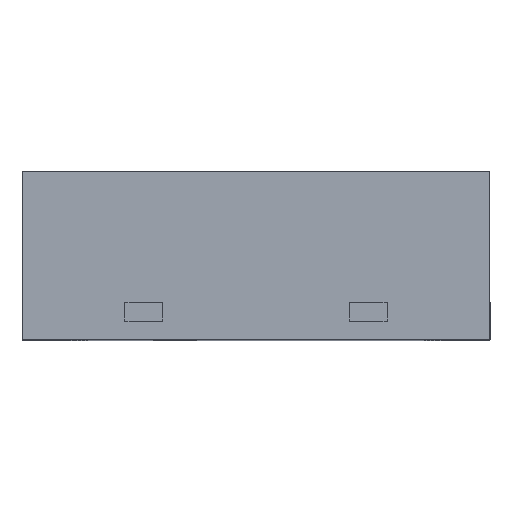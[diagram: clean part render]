
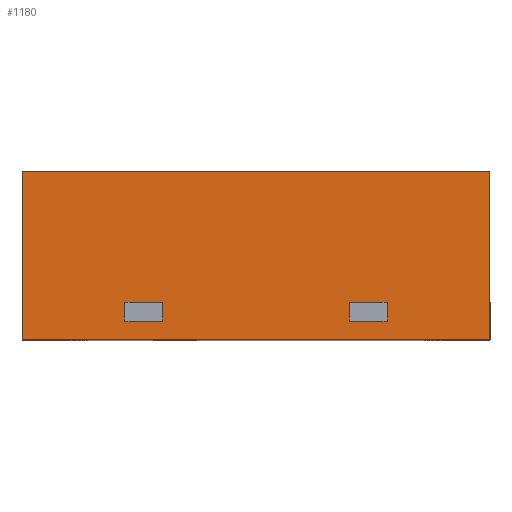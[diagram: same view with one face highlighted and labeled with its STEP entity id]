
A CAD part, top view. The second image highlights one B-rep face of the part: STEP entity #1180.
In plain terms, the highlighted planar face has unit normal (0, 0, 1).
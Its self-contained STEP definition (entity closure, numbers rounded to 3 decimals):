
#50 = EDGE_CURVE ( 'NONE', #2386, #1043, #3602, .T. ) ;
#160 = VECTOR ( 'NONE', #2560, 1000. ) ;
#209 = VERTEX_POINT ( 'NONE', #5096 ) ;
#217 = VERTEX_POINT ( 'NONE', #1626 ) ;
#249 = VECTOR ( 'NONE', #3797, 1000. ) ;
#289 = CARTESIAN_POINT ( 'NONE',  ( -1.25, 0., 1.25 ) ) ;
#357 = ORIENTED_EDGE ( 'NONE', *, *, #1946, .F. ) ;
#396 = ORIENTED_EDGE ( 'NONE', *, *, #2426, .F. ) ;
#486 = CARTESIAN_POINT ( 'NONE',  ( 0.5, 0.2, 1.25 ) ) ;
#510 = PLANE ( 'NONE',  #1615 ) ;
#610 = ORIENTED_EDGE ( 'NONE', *, *, #842, .T. ) ;
#617 = DIRECTION ( 'NONE',  ( 1., 0., 0. ) ) ;
#637 = VERTEX_POINT ( 'NONE', #2981 ) ;
#642 = DIRECTION ( 'NONE',  ( 1., 0., 0. ) ) ;
#654 = LINE ( 'NONE', #289, #2844 ) ;
#842 = EDGE_CURVE ( 'NONE', #637, #5493, #2021, .T. ) ;
#920 = LINE ( 'NONE', #5314, #4212 ) ;
#948 = FACE_BOUND ( 'NONE', #2309, .T. ) ;
#958 = ORIENTED_EDGE ( 'NONE', *, *, #50, .F. ) ;
#1007 = DIRECTION ( 'NONE',  ( -1., 0., 0. ) ) ;
#1043 = VERTEX_POINT ( 'NONE', #486 ) ;
#1057 = VERTEX_POINT ( 'NONE', #3114 ) ;
#1071 = DIRECTION ( 'NONE',  ( -1., 0., 0. ) ) ;
#1131 = CARTESIAN_POINT ( 'NONE',  ( 1.25, 0.2, 1.25 ) ) ;
#1173 = VECTOR ( 'NONE', #1454, 1000. ) ;
#1180 = ADVANCED_FACE ( 'NONE', ( #3110, #948, #4494 ), #510, .F. ) ;
#1200 = LINE ( 'NONE', #5550, #2634 ) ;
#1278 = VERTEX_POINT ( 'NONE', #5623 ) ;
#1440 = CARTESIAN_POINT ( 'NONE',  ( -1.25, 0.2, 1.25 ) ) ;
#1454 = DIRECTION ( 'NONE',  ( -1., 0., 0. ) ) ;
#1483 = DIRECTION ( 'NONE',  ( 0., -1., 0. ) ) ;
#1607 = VECTOR ( 'NONE', #3708, 1000. ) ;
#1615 = AXIS2_PLACEMENT_3D ( 'NONE', #1440, #3210, #1007 ) ;
#1626 = CARTESIAN_POINT ( 'NONE',  ( -0.7, 0.1, 1.25 ) ) ;
#1642 = LINE ( 'NONE', #2456, #2012 ) ;
#1764 = CARTESIAN_POINT ( 'NONE',  ( 0.5, 0.1, 1.25 ) ) ;
#1946 = EDGE_CURVE ( 'NONE', #1278, #4658, #5588, .T. ) ;
#1956 = ORIENTED_EDGE ( 'NONE', *, *, #4147, .F. ) ;
#2012 = VECTOR ( 'NONE', #642, 1000. ) ;
#2021 = LINE ( 'NONE', #4150, #1607 ) ;
#2102 = VECTOR ( 'NONE', #617, 1000. ) ;
#2133 = CARTESIAN_POINT ( 'NONE',  ( -0.5, 0.2, 1.25 ) ) ;
#2162 = VERTEX_POINT ( 'NONE', #1764 ) ;
#2203 = DIRECTION ( 'NONE',  ( 0., -1., 0. ) ) ;
#2250 = EDGE_CURVE ( 'NONE', #217, #1057, #3587, .T. ) ;
#2309 = EDGE_LOOP ( 'NONE', ( #958, #4663, #1956, #3834 ) ) ;
#2339 = CARTESIAN_POINT ( 'NONE',  ( -0.7, 0.1, 1.25 ) ) ;
#2386 = VERTEX_POINT ( 'NONE', #5620 ) ;
#2426 = EDGE_CURVE ( 'NONE', #637, #1278, #1642, .T. ) ;
#2448 = LINE ( 'NONE', #4211, #249 ) ;
#2456 = CARTESIAN_POINT ( 'NONE',  ( -1.25, 0.9, 1.25 ) ) ;
#2487 = ORIENTED_EDGE ( 'NONE', *, *, #2250, .F. ) ;
#2515 = ORIENTED_EDGE ( 'NONE', *, *, #3566, .F. ) ;
#2560 = DIRECTION ( 'NONE',  ( 0., -1., 0. ) ) ;
#2634 = VECTOR ( 'NONE', #5650, 1000. ) ;
#2748 = VERTEX_POINT ( 'NONE', #3281 ) ;
#2831 = CARTESIAN_POINT ( 'NONE',  ( -1.25, 0., 1.25 ) ) ;
#2844 = VECTOR ( 'NONE', #5098, 1000. ) ;
#2893 = EDGE_CURVE ( 'NONE', #209, #4754, #4562, .T. ) ;
#2915 = EDGE_LOOP ( 'NONE', ( #4121, #357, #396, #610 ) ) ;
#2979 = CARTESIAN_POINT ( 'NONE',  ( -0.7, 0.2, 1.25 ) ) ;
#2981 = CARTESIAN_POINT ( 'NONE',  ( -1.25, 0.9, 1.25 ) ) ;
#3017 = VECTOR ( 'NONE', #3968, 1000. ) ;
#3110 = FACE_BOUND ( 'NONE', #5546, .T. ) ;
#3114 = CARTESIAN_POINT ( 'NONE',  ( -0.5, 0.1, 1.25 ) ) ;
#3175 = CARTESIAN_POINT ( 'NONE',  ( 1.25, 0., 1.25 ) ) ;
#3210 = DIRECTION ( 'NONE',  ( 0., 0., -1. ) ) ;
#3281 = CARTESIAN_POINT ( 'NONE',  ( 0.7, 0.1, 1.25 ) ) ;
#3389 = ORIENTED_EDGE ( 'NONE', *, *, #2893, .F. ) ;
#3556 = EDGE_CURVE ( 'NONE', #2748, #2386, #2448, .T. ) ;
#3566 = EDGE_CURVE ( 'NONE', #4754, #217, #3971, .T. ) ;
#3587 = LINE ( 'NONE', #2339, #2102 ) ;
#3602 = LINE ( 'NONE', #3627, #1173 ) ;
#3627 = CARTESIAN_POINT ( 'NONE',  ( 0.7, 0.2, 1.25 ) ) ;
#3708 = DIRECTION ( 'NONE',  ( 0., -1., 0. ) ) ;
#3728 = CARTESIAN_POINT ( 'NONE',  ( -0.7, 0.2, 1.25 ) ) ;
#3797 = DIRECTION ( 'NONE',  ( 0., 1., 0. ) ) ;
#3834 = ORIENTED_EDGE ( 'NONE', *, *, #3938, .F. ) ;
#3938 = EDGE_CURVE ( 'NONE', #1043, #2162, #920, .T. ) ;
#3968 = DIRECTION ( 'NONE',  ( 0., 1., 0. ) ) ;
#3971 = LINE ( 'NONE', #2979, #160 ) ;
#4121 = ORIENTED_EDGE ( 'NONE', *, *, #4707, .T. ) ;
#4147 = EDGE_CURVE ( 'NONE', #2162, #2748, #1200, .T. ) ;
#4150 = CARTESIAN_POINT ( 'NONE',  ( -1.25, 0.2, 1.25 ) ) ;
#4211 = CARTESIAN_POINT ( 'NONE',  ( 0.7, 0.2, 1.25 ) ) ;
#4212 = VECTOR ( 'NONE', #2203, 1000. ) ;
#4494 = FACE_OUTER_BOUND ( 'NONE', #2915, .T. ) ;
#4548 = EDGE_CURVE ( 'NONE', #1057, #209, #5329, .T. ) ;
#4557 = ORIENTED_EDGE ( 'NONE', *, *, #4548, .F. ) ;
#4562 = LINE ( 'NONE', #3728, #5468 ) ;
#4658 = VERTEX_POINT ( 'NONE', #3175 ) ;
#4663 = ORIENTED_EDGE ( 'NONE', *, *, #3556, .F. ) ;
#4707 = EDGE_CURVE ( 'NONE', #5493, #4658, #654, .T. ) ;
#4754 = VERTEX_POINT ( 'NONE', #5179 ) ;
#4802 = VECTOR ( 'NONE', #1483, 1000. ) ;
#5096 = CARTESIAN_POINT ( 'NONE',  ( -0.5, 0.2, 1.25 ) ) ;
#5098 = DIRECTION ( 'NONE',  ( 1., 0., 0. ) ) ;
#5179 = CARTESIAN_POINT ( 'NONE',  ( -0.7, 0.2, 1.25 ) ) ;
#5314 = CARTESIAN_POINT ( 'NONE',  ( 0.5, 0.2, 1.25 ) ) ;
#5329 = LINE ( 'NONE', #2133, #3017 ) ;
#5468 = VECTOR ( 'NONE', #1071, 1000. ) ;
#5493 = VERTEX_POINT ( 'NONE', #2831 ) ;
#5546 = EDGE_LOOP ( 'NONE', ( #3389, #4557, #2487, #2515 ) ) ;
#5550 = CARTESIAN_POINT ( 'NONE',  ( 0.7, 0.1, 1.25 ) ) ;
#5588 = LINE ( 'NONE', #1131, #4802 ) ;
#5620 = CARTESIAN_POINT ( 'NONE',  ( 0.7, 0.2, 1.25 ) ) ;
#5623 = CARTESIAN_POINT ( 'NONE',  ( 1.25, 0.9, 1.25 ) ) ;
#5650 = DIRECTION ( 'NONE',  ( 1., 0., 0. ) ) ;
